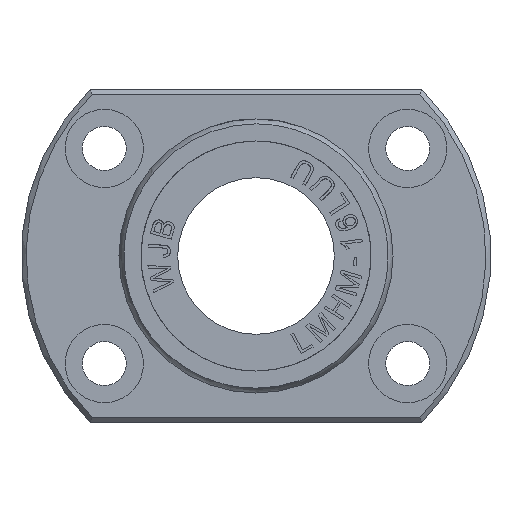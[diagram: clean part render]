
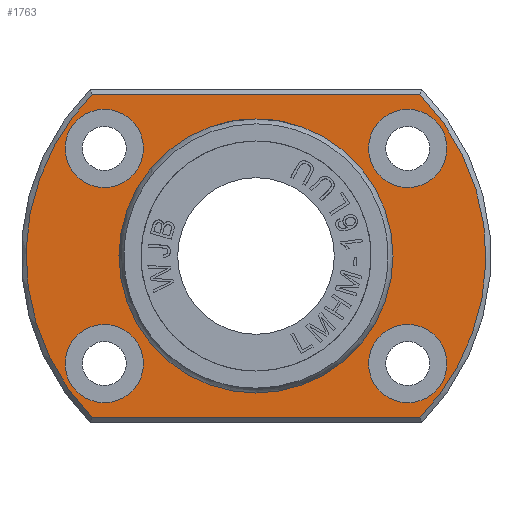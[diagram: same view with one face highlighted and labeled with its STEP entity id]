
A CAD part, left-side view. The second image highlights one B-rep face of the part: STEP entity #1763.
In plain terms, the highlighted planar face has unit normal (-1, 0, 0).
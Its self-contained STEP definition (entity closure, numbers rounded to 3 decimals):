
#1339=PLANE('',#7439);
#1660=FACE_BOUND('',#2597,.T.);
#1661=FACE_BOUND('',#2598,.T.);
#1662=FACE_BOUND('',#2599,.T.);
#1663=FACE_BOUND('',#2600,.T.);
#1664=FACE_BOUND('',#2601,.T.);
#1665=FACE_BOUND('',#2602,.T.);
#1763=ADVANCED_FACE('',(#1660,#1661,#1662,#1663,#1664,#1665),#1339,.T.);
#2597=EDGE_LOOP('',(#3839));
#2598=EDGE_LOOP('',(#3840));
#2599=EDGE_LOOP('',(#3841));
#2600=EDGE_LOOP('',(#3842));
#2601=EDGE_LOOP('',(#3843,#3844,#3845,#3846));
#2602=EDGE_LOOP('',(#3847,#3848));
#3035=B_SPLINE_CURVE_WITH_KNOTS('',3,(#9276,#9277,#9278,#9279,#9280,#9281),
 .UNSPECIFIED.,.F.,.F.,(4,2,4),(0.,0.5,1.),.UNSPECIFIED.);
#3129=B_SPLINE_CURVE_WITH_KNOTS('',3,(#10977,#10978,#10979,#10980),.UNSPECIFIED.,
 .F.,.F.,(4,4),(0.,1.),.UNSPECIFIED.);
#3130=B_SPLINE_CURVE_WITH_KNOTS('',3,(#10982,#10983,#10984,#10985,#10986,
#10987),.UNSPECIFIED.,.F.,.F.,(4,2,4),(0.,0.5,1.),.UNSPECIFIED.);
#3131=B_SPLINE_CURVE_WITH_KNOTS('',3,(#10989,#10990,#10991,#10992),.UNSPECIFIED.,
 .F.,.F.,(4,4),(0.,1.),.UNSPECIFIED.);
#3132=B_SPLINE_CURVE_WITH_KNOTS('',3,(#10993,#10994,#10995,#10996,#10997,
#10998,#10999,#11000,#11001,#11002),.UNSPECIFIED.,.F.,.F.,(4,2,2,2,4),(0.,
0.25,0.5,0.75,1.),.UNSPECIFIED.);
#3133=B_SPLINE_CURVE_WITH_KNOTS('',3,(#11005,#11006,#11007,#11008,#11009,
#11010,#11011,#11012,#11013,#11014),.UNSPECIFIED.,.F.,.F.,(4,2,2,2,4),(0.,
0.25,0.5,0.75,1.),.UNSPECIFIED.);
#3839=ORIENTED_EDGE('',*,*,#6590,.T.);
#3840=ORIENTED_EDGE('',*,*,#6591,.T.);
#3841=ORIENTED_EDGE('',*,*,#6592,.T.);
#3842=ORIENTED_EDGE('',*,*,#6593,.T.);
#3843=ORIENTED_EDGE('',*,*,#6268,.F.);
#3844=ORIENTED_EDGE('',*,*,#6594,.F.);
#3845=ORIENTED_EDGE('',*,*,#6595,.F.);
#3846=ORIENTED_EDGE('',*,*,#6596,.F.);
#3847=ORIENTED_EDGE('',*,*,#6597,.T.);
#3848=ORIENTED_EDGE('',*,*,#6598,.T.);
#5572=VERTEX_POINT('',#9275);
#5573=VERTEX_POINT('',#9282);
#5891=VERTEX_POINT('',#10970);
#5892=VERTEX_POINT('',#10972);
#5893=VERTEX_POINT('',#10974);
#5894=VERTEX_POINT('',#10976);
#5895=VERTEX_POINT('',#10981);
#5896=VERTEX_POINT('',#10988);
#5897=VERTEX_POINT('',#11003);
#5898=VERTEX_POINT('',#11004);
#6268=EDGE_CURVE('',#5572,#5573,#3035,.T.);
#6590=EDGE_CURVE('',#5891,#5891,#7333,.T.);
#6591=EDGE_CURVE('',#5892,#5892,#7334,.T.);
#6592=EDGE_CURVE('',#5893,#5893,#7335,.T.);
#6593=EDGE_CURVE('',#5894,#5894,#7336,.T.);
#6594=EDGE_CURVE('',#5895,#5572,#3129,.T.);
#6595=EDGE_CURVE('',#5896,#5895,#3130,.T.);
#6596=EDGE_CURVE('',#5573,#5896,#3131,.T.);
#6597=EDGE_CURVE('',#5897,#5898,#3132,.T.);
#6598=EDGE_CURVE('',#5898,#5897,#3133,.T.);
#7333=CIRCLE('',#7435,4.);
#7334=CIRCLE('',#7436,4.);
#7335=CIRCLE('',#7437,4.);
#7336=CIRCLE('',#7438,4.);
#7435=AXIS2_PLACEMENT_3D('',#10969,#8087,#8088);
#7436=AXIS2_PLACEMENT_3D('',#10971,#8089,#8090);
#7437=AXIS2_PLACEMENT_3D('',#10973,#8091,#8092);
#7438=AXIS2_PLACEMENT_3D('',#10975,#8093,#8094);
#7439=AXIS2_PLACEMENT_3D('',#11015,#8095,#8096);
#8087=DIRECTION('',(1.,0.,0.));
#8088=DIRECTION('',(0.,0.,1.));
#8089=DIRECTION('',(1.,0.,0.));
#8090=DIRECTION('',(0.,0.,1.));
#8091=DIRECTION('',(1.,0.,0.));
#8092=DIRECTION('',(0.,0.,1.));
#8093=DIRECTION('',(1.,0.,0.));
#8094=DIRECTION('',(0.,0.,1.));
#8095=DIRECTION('',(-1.,0.,0.));
#8096=DIRECTION('',(0.,0.,1.));
#9275=CARTESIAN_POINT('',(0.,-16.733,16.5));
#9276=CARTESIAN_POINT('',(0.,-16.733,16.5));
#9277=CARTESIAN_POINT('',(0.,-21.014,12.158));
#9278=CARTESIAN_POINT('',(0.,-23.5,6.097));
#9279=CARTESIAN_POINT('',(0.,-23.5,-6.097));
#9280=CARTESIAN_POINT('',(0.,-21.014,-12.158));
#9281=CARTESIAN_POINT('',(0.,-16.733,-16.5));
#9282=CARTESIAN_POINT('',(0.,-16.733,-16.5));
#10969=CARTESIAN_POINT('',(0.,-15.5,10.996));
#10970=CARTESIAN_POINT('',(0.,-15.5,14.996));
#10971=CARTESIAN_POINT('',(0.,15.5,-10.996));
#10972=CARTESIAN_POINT('',(0.,15.5,-6.996));
#10973=CARTESIAN_POINT('',(0.,-15.5,-10.996));
#10974=CARTESIAN_POINT('',(0.,-15.5,-6.996));
#10975=CARTESIAN_POINT('',(0.,15.5,10.996));
#10976=CARTESIAN_POINT('',(0.,15.5,14.996));
#10977=CARTESIAN_POINT('',(0.,16.733,16.5));
#10978=CARTESIAN_POINT('',(0.,5.578,16.5));
#10979=CARTESIAN_POINT('',(0.,-5.578,16.5));
#10980=CARTESIAN_POINT('',(0.,-16.733,16.5));
#10981=CARTESIAN_POINT('',(0.,16.733,16.5));
#10982=CARTESIAN_POINT('',(0.,16.733,-16.5));
#10983=CARTESIAN_POINT('',(0.,21.014,-12.158));
#10984=CARTESIAN_POINT('',(0.,23.5,-6.097));
#10985=CARTESIAN_POINT('',(0.,23.5,6.097));
#10986=CARTESIAN_POINT('',(0.,21.014,12.158));
#10987=CARTESIAN_POINT('',(0.,16.733,16.5));
#10988=CARTESIAN_POINT('',(0.,16.733,-16.5));
#10989=CARTESIAN_POINT('',(0.,-16.733,-16.5));
#10990=CARTESIAN_POINT('',(0.,-5.578,-16.5));
#10991=CARTESIAN_POINT('',(0.,5.578,-16.5));
#10992=CARTESIAN_POINT('',(0.,16.733,-16.5));
#10993=CARTESIAN_POINT('',(0.,0.,
13.773));
#10994=CARTESIAN_POINT('',(0.,-3.62,13.773));
#10995=CARTESIAN_POINT('',(0.,-7.181,12.297));
#10996=CARTESIAN_POINT('',(0.,-12.297,7.181));
#10997=CARTESIAN_POINT('',(0.,-13.773,3.617));
#10998=CARTESIAN_POINT('',(0.,-13.773,-3.617));
#10999=CARTESIAN_POINT('',(0.,-12.297,-7.181));
#11000=CARTESIAN_POINT('',(0.,-7.181,-12.297));
#11001=CARTESIAN_POINT('',(0.,-3.62,-13.773));
#11002=CARTESIAN_POINT('',(0.,0.,
-13.773));
#11003=CARTESIAN_POINT('',(0.,0.,
13.773));
#11004=CARTESIAN_POINT('',(0.,0.,
-13.773));
#11005=CARTESIAN_POINT('',(0.,0.,
-13.773));
#11006=CARTESIAN_POINT('',(0.,3.62,-13.773));
#11007=CARTESIAN_POINT('',(0.,7.181,-12.297));
#11008=CARTESIAN_POINT('',(0.,12.297,-7.181));
#11009=CARTESIAN_POINT('',(0.,13.773,-3.617));
#11010=CARTESIAN_POINT('',(0.,13.773,3.617));
#11011=CARTESIAN_POINT('',(0.,12.297,7.181));
#11012=CARTESIAN_POINT('',(0.,7.181,12.297));
#11013=CARTESIAN_POINT('',(0.,3.62,13.773));
#11014=CARTESIAN_POINT('',(0.,0.,
13.773));
#11015=CARTESIAN_POINT('',(0.,-23.97,-23.5));
